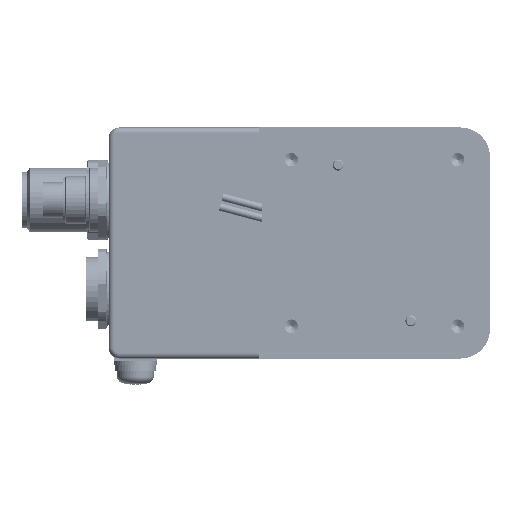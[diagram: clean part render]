
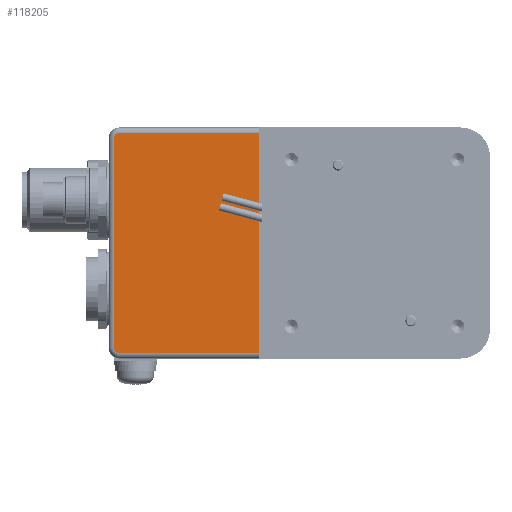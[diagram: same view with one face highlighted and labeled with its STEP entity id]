
A CAD part, left-side view. The second image highlights one B-rep face of the part: STEP entity #118205.
In plain terms, the highlighted planar face has unit normal (-1, 0, 0).
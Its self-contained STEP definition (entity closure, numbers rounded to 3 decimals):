
#2198 = CARTESIAN_POINT ( 'NONE',  ( -46., 43., 0. ) ) ;
#7082 = VECTOR ( 'NONE', #16138, 1000. ) ;
#7859 = DIRECTION ( 'NONE',  ( 1., 0., 0. ) ) ;
#9050 = DIRECTION ( 'NONE',  ( 0., 0., -1. ) ) ;
#12155 = CARTESIAN_POINT ( 'NONE',  ( -46., 70., -2. ) ) ;
#14900 = DIRECTION ( 'NONE',  ( -1., 0., 0. ) ) ;
#16067 = VERTEX_POINT ( 'NONE', #12155 ) ;
#16138 = DIRECTION ( 'NONE',  ( 0., -1., 0. ) ) ;
#17145 = CARTESIAN_POINT ( 'NONE',  ( -46., 0., -1. ) ) ;
#21666 = CARTESIAN_POINT ( 'NONE',  ( -46., 69., -2. ) ) ;
#22082 = VERTEX_POINT ( 'NONE', #78596 ) ;
#35598 = EDGE_CURVE ( 'NONE', #114673, #165160, #165932, .T. ) ;
#39251 = VERTEX_POINT ( 'NONE', #94918 ) ;
#41238 = CARTESIAN_POINT ( 'NONE',  ( -46., 69., -41. ) ) ;
#43664 = CARTESIAN_POINT ( 'NONE',  ( -46., 43., -1. ) ) ;
#47190 = AXIS2_PLACEMENT_3D ( 'NONE', #21666, #143106, #62419 ) ;
#47453 = CIRCLE ( 'NONE', #47190, 1. ) ;
#48005 = EDGE_LOOP ( 'NONE', ( #64192, #154130, #129463, #142665, #176834, #154316 ) ) ;
#52182 = EDGE_CURVE ( 'NONE', #22082, #39251, #62667, .T. ) ;
#62419 = DIRECTION ( 'NONE',  ( 0., 0., -1. ) ) ;
#62667 = LINE ( 'NONE', #110650, #7082 ) ;
#63837 = AXIS2_PLACEMENT_3D ( 'NONE', #64650, #7859, #9050 ) ;
#64192 = ORIENTED_EDGE ( 'NONE', *, *, #160990, .T. ) ;
#64650 = CARTESIAN_POINT ( 'NONE',  ( -46., 0., 0. ) ) ;
#65381 = EDGE_CURVE ( 'NONE', #114673, #39251, #149788, .T. ) ;
#72741 = DIRECTION ( 'NONE',  ( 0., 1., 0. ) ) ;
#75180 = AXIS2_PLACEMENT_3D ( 'NONE', #41238, #14900, #95095 ) ;
#76609 = PLANE ( 'NONE',  #63837 ) ;
#78596 = CARTESIAN_POINT ( 'NONE',  ( -46., 69., -42. ) ) ;
#84066 = VECTOR ( 'NONE', #132790, 1000. ) ;
#93094 = VECTOR ( 'NONE', #72741, 1000. ) ;
#94918 = CARTESIAN_POINT ( 'NONE',  ( -46., 43., -42. ) ) ;
#95095 = DIRECTION ( 'NONE',  ( 0., 0., -1. ) ) ;
#97838 = DIRECTION ( 'NONE',  ( 0., 0., -1. ) ) ;
#100098 = CARTESIAN_POINT ( 'NONE',  ( -46., 69., -1. ) ) ;
#110650 = CARTESIAN_POINT ( 'NONE',  ( -46., 43., -42. ) ) ;
#114673 = VERTEX_POINT ( 'NONE', #43664 ) ;
#114731 = EDGE_CURVE ( 'NONE', #16067, #173770, #116169, .T. ) ;
#116169 = LINE ( 'NONE', #168683, #84066 ) ;
#118205 = ADVANCED_FACE ( 'NONE', ( #171639 ), #76609, .F. ) ;
#119394 = CIRCLE ( 'NONE', #75180, 1. ) ;
#128315 = VECTOR ( 'NONE', #97838, 1000. ) ;
#129463 = ORIENTED_EDGE ( 'NONE', *, *, #65381, .F. ) ;
#132790 = DIRECTION ( 'NONE',  ( 0., 0., -1. ) ) ;
#142665 = ORIENTED_EDGE ( 'NONE', *, *, #35598, .T. ) ;
#143106 = DIRECTION ( 'NONE',  ( -1., 0., 0. ) ) ;
#149788 = LINE ( 'NONE', #2198, #128315 ) ;
#154130 = ORIENTED_EDGE ( 'NONE', *, *, #52182, .T. ) ;
#154316 = ORIENTED_EDGE ( 'NONE', *, *, #114731, .T. ) ;
#160990 = EDGE_CURVE ( 'NONE', #173770, #22082, #119394, .T. ) ;
#165160 = VERTEX_POINT ( 'NONE', #100098 ) ;
#165207 = EDGE_CURVE ( 'NONE', #165160, #16067, #47453, .T. ) ;
#165932 = LINE ( 'NONE', #17145, #93094 ) ;
#165965 = CARTESIAN_POINT ( 'NONE',  ( -46., 70., -41. ) ) ;
#168683 = CARTESIAN_POINT ( 'NONE',  ( -46., 70., 0. ) ) ;
#171639 = FACE_OUTER_BOUND ( 'NONE', #48005, .T. ) ;
#173770 = VERTEX_POINT ( 'NONE', #165965 ) ;
#176834 = ORIENTED_EDGE ( 'NONE', *, *, #165207, .T. ) ;
